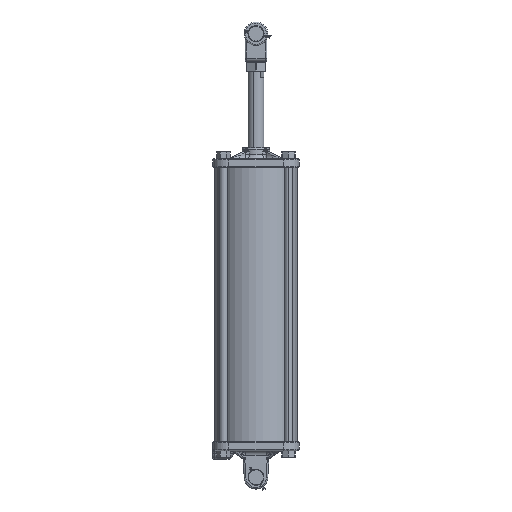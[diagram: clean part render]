
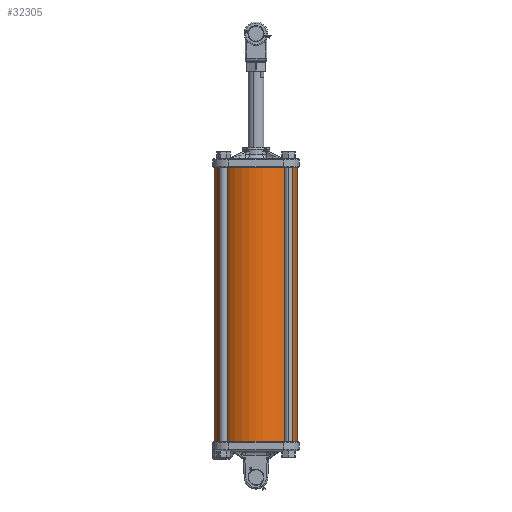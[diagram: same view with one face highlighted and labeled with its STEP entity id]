
A CAD part, front view. The second image highlights one B-rep face of the part: STEP entity #32305.
In plain terms, the highlighted cylindrical face has radius 66.675 mm (diameter 133.35 mm), a partial arc.
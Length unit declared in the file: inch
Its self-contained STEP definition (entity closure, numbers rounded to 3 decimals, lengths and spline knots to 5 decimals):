
#1193 = DIRECTION ( 'NONE',  ( 0., 0., -1. ) ) ;
#1494 = VERTEX_POINT ( 'NONE', #28454 ) ;
#2979 = EDGE_CURVE ( 'NONE', #1494, #24982, #22980, .T. ) ;
#5066 = DIRECTION ( 'NONE',  ( -1., 0., 0. ) ) ;
#5580 = CARTESIAN_POINT ( 'NONE',  ( -2.625, 0., 17.75 ) ) ;
#6437 = EDGE_CURVE ( 'NONE', #35514, #40783, #48269, .T. ) ;
#6472 = DIRECTION ( 'NONE',  ( 0., 0., -1. ) ) ;
#9778 = LINE ( 'NONE', #10302, #19376 ) ;
#9925 = DIRECTION ( 'NONE',  ( 0., 0., 1. ) ) ;
#10302 = CARTESIAN_POINT ( 'NONE',  ( 2.625, 0., 17.75 ) ) ;
#11140 = AXIS2_PLACEMENT_3D ( 'NONE', #49690, #9925, #45572 ) ;
#11449 = ORIENTED_EDGE ( 'NONE', *, *, #33203, .F. ) ;
#14655 = ORIENTED_EDGE ( 'NONE', *, *, #2979, .T. ) ;
#16012 = AXIS2_PLACEMENT_3D ( 'NONE', #17479, #1193, #5066 ) ;
#16571 = EDGE_CURVE ( 'NONE', #35514, #1494, #50896, .T. ) ;
#17079 = DIRECTION ( 'NONE',  ( 0., 0., 1. ) ) ;
#17479 = CARTESIAN_POINT ( 'NONE',  ( 0., 0., 17.75 ) ) ;
#18391 = VECTOR ( 'NONE', #6472, 39.37008 ) ;
#19376 = VECTOR ( 'NONE', #21428, 39.37008 ) ;
#21428 = DIRECTION ( 'NONE',  ( 0., 0., -1. ) ) ;
#22980 = CIRCLE ( 'NONE', #49372, 2.625 ) ;
#24706 = CYLINDRICAL_SURFACE ( 'NONE', #16012, 2.625 ) ;
#24982 = VERTEX_POINT ( 'NONE', #29196 ) ;
#26529 = CARTESIAN_POINT ( 'NONE',  ( 0., 0., 0. ) ) ;
#28454 = CARTESIAN_POINT ( 'NONE',  ( -2.625, 0., 0. ) ) ;
#29196 = CARTESIAN_POINT ( 'NONE',  ( 2.625, 0., 0. ) ) ;
#32305 = ADVANCED_FACE ( 'NONE', ( #49232 ), #24706, .T. ) ;
#33203 = EDGE_CURVE ( 'NONE', #40783, #24982, #9778, .T. ) ;
#35514 = VERTEX_POINT ( 'NONE', #5580 ) ;
#37662 = DIRECTION ( 'NONE',  ( 1., 0., 0. ) ) ;
#40141 = CARTESIAN_POINT ( 'NONE',  ( 2.625, 0., 17.75 ) ) ;
#40308 = EDGE_LOOP ( 'NONE', ( #11449, #49295, #48554, #14655 ) ) ;
#40783 = VERTEX_POINT ( 'NONE', #40141 ) ;
#41884 = CARTESIAN_POINT ( 'NONE',  ( -2.625, 0., 17.75 ) ) ;
#45572 = DIRECTION ( 'NONE',  ( 1., 0., 0. ) ) ;
#48269 = CIRCLE ( 'NONE', #11140, 2.625 ) ;
#48554 = ORIENTED_EDGE ( 'NONE', *, *, #16571, .T. ) ;
#49232 = FACE_OUTER_BOUND ( 'NONE', #40308, .T. ) ;
#49295 = ORIENTED_EDGE ( 'NONE', *, *, #6437, .F. ) ;
#49372 = AXIS2_PLACEMENT_3D ( 'NONE', #26529, #17079, #37662 ) ;
#49690 = CARTESIAN_POINT ( 'NONE',  ( 0., 0., 17.75 ) ) ;
#50896 = LINE ( 'NONE', #41884, #18391 ) ;
